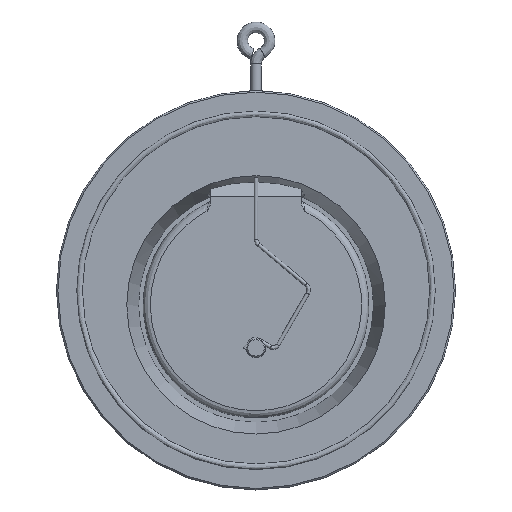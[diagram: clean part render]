
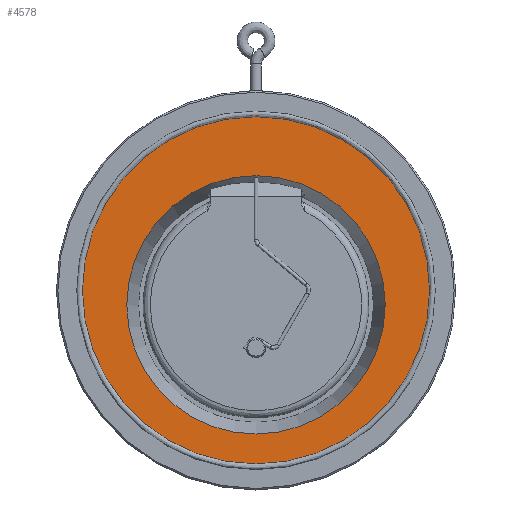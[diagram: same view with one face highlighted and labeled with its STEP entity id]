
A CAD part, top view. The second image highlights one B-rep face of the part: STEP entity #4578.
In plain terms, the highlighted planar face has unit normal (0, 0, 1).
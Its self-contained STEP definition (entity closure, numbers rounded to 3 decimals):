
#14 = EDGE_LOOP ( 'NONE', ( #3400 ) ) ;
#702 = EDGE_LOOP ( 'NONE', ( #4352 ) ) ;
#992 = CARTESIAN_POINT ( 'NONE',  ( 0., 0., 0. ) ) ;
#1006 = CIRCLE ( 'NONE', #2536, 71.214 ) ;
#1380 = CARTESIAN_POINT ( 'NONE',  ( -95.72, 0., 0. ) ) ;
#1415 = DIRECTION ( 'NONE',  ( 0., 0., 1. ) ) ;
#1473 = VERTEX_POINT ( 'NONE', #5340 ) ;
#1669 = VERTEX_POINT ( 'NONE', #1380 ) ;
#1914 = EDGE_CURVE ( 'NONE', #1473, #1473, #1006, .T. ) ;
#2536 = AXIS2_PLACEMENT_3D ( 'NONE', #3751, #3773, #3787 ) ;
#2651 = EDGE_CURVE ( 'NONE', #1669, #1669, #5662, .T. ) ;
#3345 = FACE_OUTER_BOUND ( 'NONE', #14, .T. ) ;
#3400 = ORIENTED_EDGE ( 'NONE', *, *, #2651, .F. ) ;
#3508 = DIRECTION ( 'NONE',  ( -1., 0., 0. ) ) ;
#3523 = AXIS2_PLACEMENT_3D ( 'NONE', #4091, #3606, #3508 ) ;
#3549 = PLANE ( 'NONE',  #5407 ) ;
#3606 = DIRECTION ( 'NONE',  ( 0., 0., -1. ) ) ;
#3681 = FACE_BOUND ( 'NONE', #702, .T. ) ;
#3751 = CARTESIAN_POINT ( 'NONE',  ( 0., -8., 0. ) ) ;
#3773 = DIRECTION ( 'NONE',  ( 0., 0., -1. ) ) ;
#3787 = DIRECTION ( 'NONE',  ( 0., -1., 0. ) ) ;
#4091 = CARTESIAN_POINT ( 'NONE',  ( 0., 0., 0. ) ) ;
#4352 = ORIENTED_EDGE ( 'NONE', *, *, #1914, .T. ) ;
#4477 = DIRECTION ( 'NONE',  ( 1., 0., 0. ) ) ;
#4578 = ADVANCED_FACE ( 'NONE', ( #3345, #3681 ), #3549, .T. ) ;
#5340 = CARTESIAN_POINT ( 'NONE',  ( 0., -79.214, 0. ) ) ;
#5407 = AXIS2_PLACEMENT_3D ( 'NONE', #992, #1415, #4477 ) ;
#5662 = CIRCLE ( 'NONE', #3523, 95.72 ) ;
